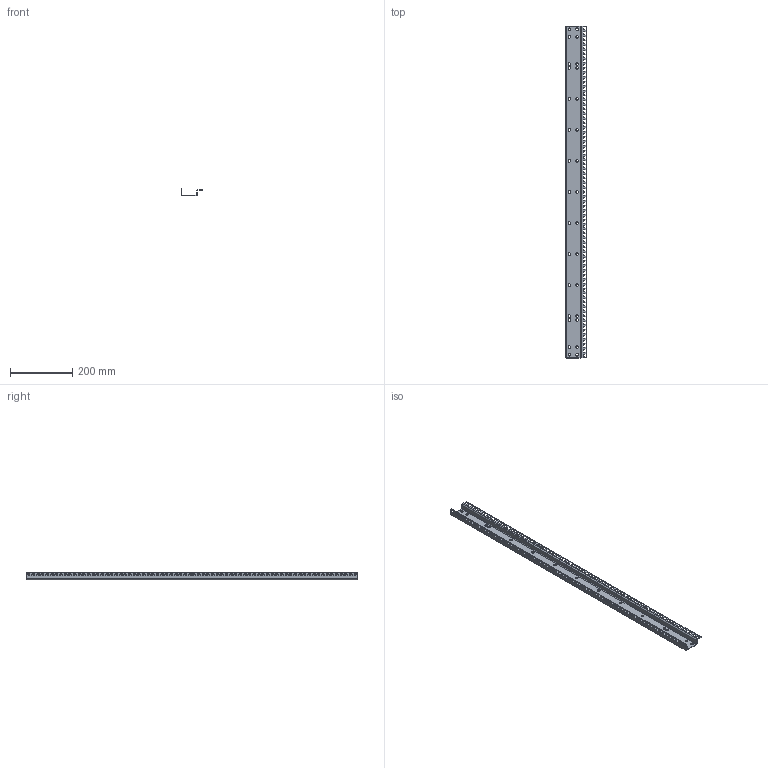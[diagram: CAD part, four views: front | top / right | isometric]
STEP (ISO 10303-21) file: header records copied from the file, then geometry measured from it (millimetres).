
FILE_DESCRIPTION (( 'STEP AP214' ), '1' );
FILE_NAME ('992.024.STEP', '2024-10-04T07:35:41', ( '' ), ( '' ), 'SwSTEP 2.0', 'SolidWorks 2021', '' );
FILE_SCHEMA (( 'AUTOMOTIVE_DESIGN' ));
Length unit declared in the file: millimetre
Products named in the file (1): 992.024
Bounding box: 70 x 1070 x 25 mm (x, y, z)
Volume: 199876.8 mm3; surface area: 217131.6 mm2
Topology: 1 solids, 1 shells, 666 faces, 1968 edges, 1304 vertices
Faces by surface type: plane 600, cylinder 66
Entity records: 22582 total; most frequent: CARTESIAN_POINT 3939, ORIENTED_EDGE 3936, DIRECTION 3434, EDGE_CURVE 1968, LINE 1836, VECTOR 1836, VERTEX_POINT 1304, EDGE_LOOP 1014
